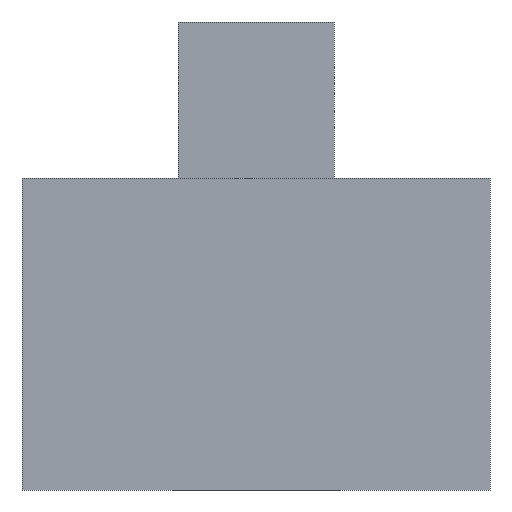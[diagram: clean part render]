
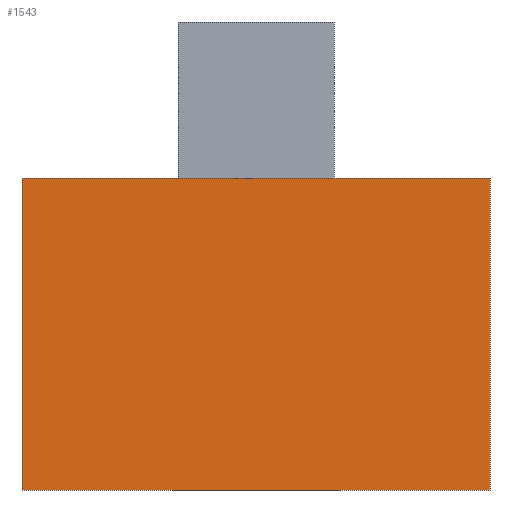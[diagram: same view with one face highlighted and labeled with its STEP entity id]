
A CAD part, front view. The second image highlights one B-rep face of the part: STEP entity #1543.
In plain terms, the highlighted planar face has unit normal (0, -1, 0).
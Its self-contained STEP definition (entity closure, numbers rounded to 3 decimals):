
#113=FACE_OUTER_BOUND('',#199,.T.);
#199=EDGE_LOOP('',(#1295,#1296,#1297,#1298));
#417=LINE('',#2440,#621);
#418=LINE('',#2443,#622);
#419=LINE('',#2445,#623);
#420=LINE('',#2446,#624);
#621=VECTOR('',#2011,10.);
#622=VECTOR('',#2014,10.);
#623=VECTOR('',#2015,10.);
#624=VECTOR('',#2016,10.);
#759=VERTEX_POINT('',#2436);
#760=VERTEX_POINT('',#2438);
#761=VERTEX_POINT('',#2442);
#762=VERTEX_POINT('',#2444);
#961=EDGE_CURVE('',#759,#760,#417,.T.);
#962=EDGE_CURVE('',#759,#761,#418,.T.);
#963=EDGE_CURVE('',#762,#760,#419,.T.);
#964=EDGE_CURVE('',#761,#762,#420,.T.);
#1295=ORIENTED_EDGE('',*,*,#962,.F.);
#1296=ORIENTED_EDGE('',*,*,#961,.T.);
#1297=ORIENTED_EDGE('',*,*,#963,.F.);
#1298=ORIENTED_EDGE('',*,*,#964,.F.);
#1457=PLANE('',#1643);
#1543=ADVANCED_FACE('',(#113),#1457,.T.);
#1643=AXIS2_PLACEMENT_3D('',#2441,#2012,#2013);
#2011=DIRECTION('',(0.,0.,1.));
#2012=DIRECTION('center_axis',(0.,-1.,0.));
#2013=DIRECTION('ref_axis',(1.,0.,0.));
#2014=DIRECTION('',(-1.,0.,0.));
#2015=DIRECTION('',(1.,0.,0.));
#2016=DIRECTION('',(0.,0.,1.));
#2436=CARTESIAN_POINT('',(0.,0.,0.));
#2438=CARTESIAN_POINT('',(0.,0.,10.));
#2440=CARTESIAN_POINT('',(0.,0.,0.));
#2441=CARTESIAN_POINT('Origin',(-15.,0.,0.));
#2442=CARTESIAN_POINT('',(-15.,0.,0.));
#2443=CARTESIAN_POINT('',(0.,0.,0.));
#2444=CARTESIAN_POINT('',(-15.,0.,10.));
#2445=CARTESIAN_POINT('',(0.,0.,10.));
#2446=CARTESIAN_POINT('',(-15.,0.,0.));
